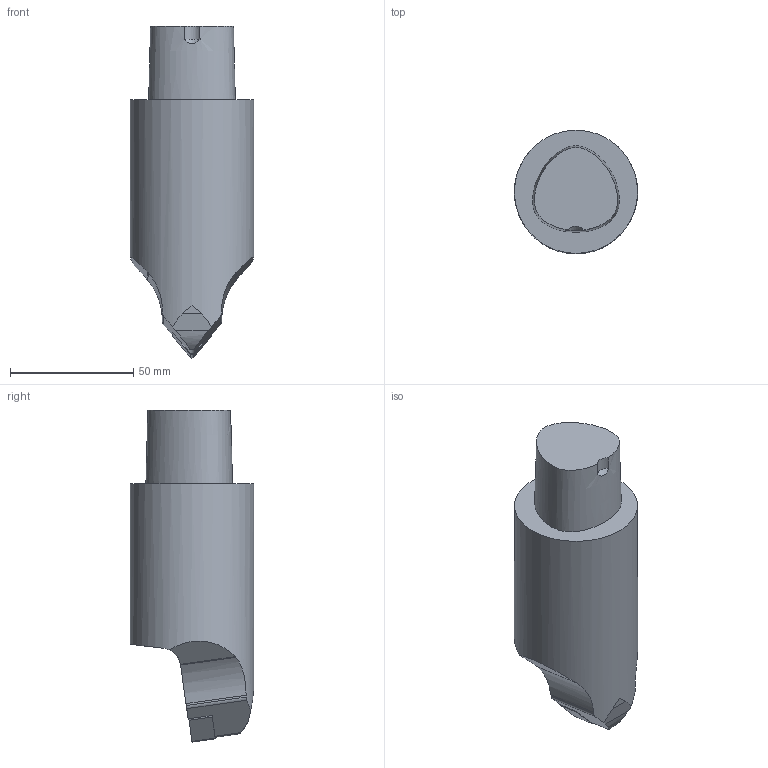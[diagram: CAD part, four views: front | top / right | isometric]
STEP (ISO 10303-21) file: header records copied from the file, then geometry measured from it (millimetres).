
FILE_DESCRIPTION((''),'1');
FILE_NAME('C5-DCLNN-00105-12.stp','2020-06-09T05:29:20',(''),(''),'Spatial Interop R21 SP3','Kubotek KeyCreator 2011 V10.0.2 (22737)',' ');
FILE_SCHEMA(('automotive_design'));
Length unit declared in the file: millimetre
Products named in the file (1): 240[2]
Bounding box: 50 x 50 x 134.66 mm (x, y, z)
Volume: 180728.6 mm3; surface area: 20027.4 mm2
Topology: 1 solids, 1 shells, 37 faces, 103 edges, 69 vertices
Faces by surface type: plane 19, cylinder 16, cone 1, bspline 1
Full cylindrical faces by diameter (mm): 50 x1
Entity records: 2754 total; most frequent: CARTESIAN_POINT 835, ORIENTED_EDGE 202, DIRECTION 194, PRESENTATION_STYLE_ASSIGNMENT 177, COLOUR_RGB 177, STYLED_ITEM 139, CURVE_STYLE 139, DRAUGHTING_PRE_DEFINED_CURVE_FONT 139
